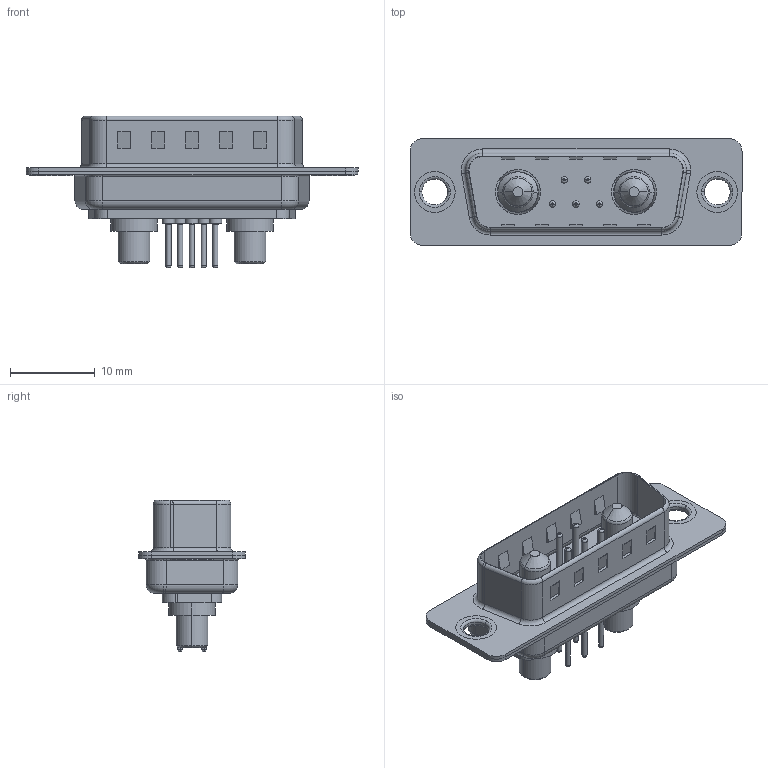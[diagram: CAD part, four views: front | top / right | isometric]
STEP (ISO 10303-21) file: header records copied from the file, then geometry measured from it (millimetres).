
FILE_DESCRIPTION (( 'STEP AP203' ), '1' );
FILE_NAME ('627-7W2-224-4N1.STEP', '2019-05-25T04:39:28', ( '' ), ( '' ), 'SwSTEP 2.0', 'SolidWorks 2016', '' );
FILE_SCHEMA (( 'CONFIG_CONTROL_DESIGN' ));
Length unit declared in the file: millimetre
Products named in the file (8): 627Combo Thru Hole Rivet; Power Pin_40A S; 627Combo Contact Row 1_24; 627Combo Contact Row 2_24; 627-7W2-224-4N1; 627Combo Housing_7W2; 627Combo Shell Rear_15 Contacts; 627Combo Shell Front_15 Contacts
Assembly tree (12 placements, depth 2):
  627-7W2-224-4N1
    627Combo Housing_7W2
    627Combo Shell Rear_15 Contacts
    627Combo Shell Front_15 Contacts
    627Combo Thru Hole Rivet  x2
    Power Pin_40A S  x2
    627Combo Contact Row 1_24  x2
    627Combo Contact Row 2_24  x3
Bounding box: 39.15 x 12.6 x 17.9 mm (x, y, z)
Volume: 1939.2 mm3; surface area: 4622.3 mm2
Topology: 14 solids, 14 shells, 579 faces, 1315 edges, 806 vertices
Faces by surface type: cylinder 225, plane 194, torus 142, cone 14, bspline 4
Entity records: 13768 total; most frequent: DIRECTION 2412, CARTESIAN_POINT 2235, ORIENTED_EDGE 2064, EDGE_CURVE 1032, AXIS2_PLACEMENT_3D 949, VERTEX_POINT 642, EDGE_LOOP 516, VECTOR 514
